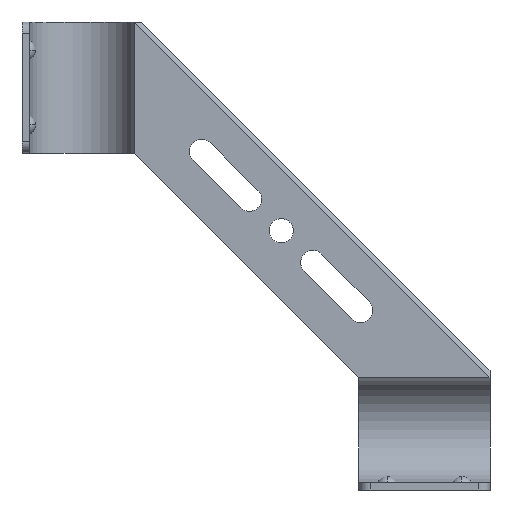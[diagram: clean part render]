
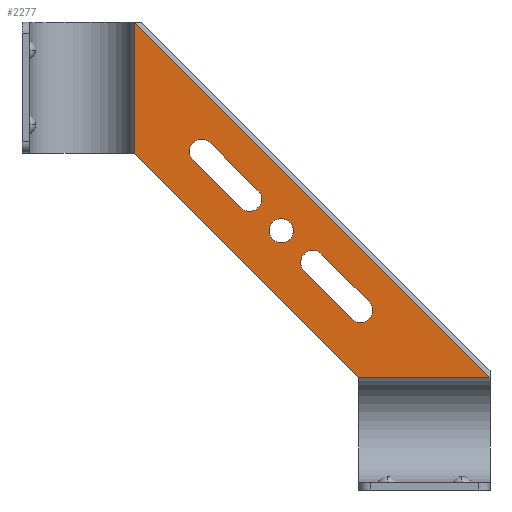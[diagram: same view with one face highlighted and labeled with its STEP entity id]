
A CAD part, front view. The second image highlights one B-rep face of the part: STEP entity #2277.
In plain terms, the highlighted planar face has unit normal (0, -1, 0).
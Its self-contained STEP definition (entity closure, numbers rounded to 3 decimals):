
#8 = VERTEX_POINT ( 'NONE', #852 ) ;
#9 = EDGE_CURVE ( 'NONE', #465, #8, #1403, .T. ) ;
#33 = CIRCLE ( 'NONE', #899, 3.25 ) ;
#43 = EDGE_CURVE ( 'NONE', #501, #1684, #33, .T. ) ;
#59 = ORIENTED_EDGE ( 'NONE', *, *, #1257, .T. ) ;
#79 = VECTOR ( 'NONE', #1871, 1000. ) ;
#99 = EDGE_CURVE ( 'NONE', #2130, #8, #1909, .T. ) ;
#151 = ORIENTED_EDGE ( 'NONE', *, *, #1576, .F. ) ;
#177 = ORIENTED_EDGE ( 'NONE', *, *, #1874, .F. ) ;
#190 = CARTESIAN_POINT ( 'NONE',  ( 78.002, -14., 61.031 ) ) ;
#196 = CIRCLE ( 'NONE', #592, 3.25 ) ;
#292 = EDGE_LOOP ( 'NONE', ( #1781, #1378, #1687, #896 ) ) ;
#370 = EDGE_CURVE ( 'NONE', #1684, #501, #436, .T. ) ;
#402 = CARTESIAN_POINT ( 'NONE',  ( 73.406, -14., 56.435 ) ) ;
#436 = CIRCLE ( 'NONE', #1111, 3.25 ) ;
#451 = CARTESIAN_POINT ( 'NONE',  ( 43.707, -14., 86.134 ) ) ;
#463 = CARTESIAN_POINT ( 'NONE',  ( 48.304, -14., 90.73 ) ) ;
#465 = VERTEX_POINT ( 'NONE', #589 ) ;
#468 = DIRECTION ( 'NONE',  ( 0., -1., 0. ) ) ;
#501 = VERTEX_POINT ( 'NONE', #2042 ) ;
#502 = CARTESIAN_POINT ( 'NONE',  ( 67.219, -14., 67.219 ) ) ;
#506 = DIRECTION ( 'NONE',  ( -0.707, 0., -0.707 ) ) ;
#544 = CARTESIAN_POINT ( 'NONE',  ( 28., -14., 123. ) ) ;
#559 = VERTEX_POINT ( 'NONE', #1704 ) ;
#563 = DIRECTION ( 'NONE',  ( -0.707, 0., -0.707 ) ) ;
#564 = EDGE_CURVE ( 'NONE', #2047, #1912, #2002, .T. ) ;
#568 = CARTESIAN_POINT ( 'NONE',  ( 90.73, -14., 48.304 ) ) ;
#589 = CARTESIAN_POINT ( 'NONE',  ( 88., -14., 28. ) ) ;
#592 = AXIS2_PLACEMENT_3D ( 'NONE', #1993, #1030, #1043 ) ;
#645 = ORIENTED_EDGE ( 'NONE', *, *, #1778, .F. ) ;
#681 = DIRECTION ( 'NONE',  ( -0.707, 0., 0.707 ) ) ;
#687 = VECTOR ( 'NONE', #756, 1000. ) ;
#708 = VECTOR ( 'NONE', #681, 1000. ) ;
#718 = VECTOR ( 'NONE', #1743, 1000. ) ;
#725 = CARTESIAN_POINT ( 'NONE',  ( 61.031, -14., 78.002 ) ) ;
#728 = EDGE_LOOP ( 'NONE', ( #2107, #151, #177, #1512 ) ) ;
#735 = CARTESIAN_POINT ( 'NONE',  ( 56.435, -14., 73.406 ) ) ;
#756 = DIRECTION ( 'NONE',  ( -0.707, 0., 0.707 ) ) ;
#801 = VERTEX_POINT ( 'NONE', #451 ) ;
#808 = CARTESIAN_POINT ( 'NONE',  ( 73.406, -14., 56.435 ) ) ;
#849 = DIRECTION ( 'NONE',  ( 1., 0., 0. ) ) ;
#852 = CARTESIAN_POINT ( 'NONE',  ( 28., -14., 88. ) ) ;
#856 = AXIS2_PLACEMENT_3D ( 'NONE', #1882, #1729, #563 ) ;
#893 = CARTESIAN_POINT ( 'NONE',  ( 88.432, -14., 46.005 ) ) ;
#896 = ORIENTED_EDGE ( 'NONE', *, *, #1485, .F. ) ;
#899 = AXIS2_PLACEMENT_3D ( 'NONE', #502, #2183, #1262 ) ;
#903 = CARTESIAN_POINT ( 'NONE',  ( 123., -14., 28. ) ) ;
#919 = DIRECTION ( 'NONE',  ( 0., -1., 0. ) ) ;
#952 = LINE ( 'NONE', #1525, #718 ) ;
#959 = CARTESIAN_POINT ( 'NONE',  ( 28., -14., 123. ) ) ;
#964 = AXIS2_PLACEMENT_3D ( 'NONE', #2399, #919, #1675 ) ;
#991 = FACE_BOUND ( 'NONE', #1122, .T. ) ;
#1030 = DIRECTION ( 'NONE',  ( 0., -1., 0. ) ) ;
#1032 = EDGE_LOOP ( 'NONE', ( #645, #1349, #2290, #59 ) ) ;
#1043 = DIRECTION ( 'NONE',  ( 0.707, 0., 0.707 ) ) ;
#1078 = CARTESIAN_POINT ( 'NONE',  ( 28., -14., 123. ) ) ;
#1108 = LINE ( 'NONE', #1120, #79 ) ;
#1111 = AXIS2_PLACEMENT_3D ( 'NONE', #1452, #2185, #506 ) ;
#1120 = CARTESIAN_POINT ( 'NONE',  ( 43.707, -14., 86.134 ) ) ;
#1121 = EDGE_CURVE ( 'NONE', #801, #2047, #1108, .T. ) ;
#1122 = EDGE_LOOP ( 'NONE', ( #1569, #2263 ) ) ;
#1126 = VECTOR ( 'NONE', #1486, 1000. ) ;
#1159 = VECTOR ( 'NONE', #2270, 1000. ) ;
#1176 = FACE_BOUND ( 'NONE', #728, .T. ) ;
#1218 = VERTEX_POINT ( 'NONE', #2363 ) ;
#1227 = LINE ( 'NONE', #1605, #2325 ) ;
#1251 = CARTESIAN_POINT ( 'NONE',  ( 88., -14., 28. ) ) ;
#1257 = EDGE_CURVE ( 'NONE', #465, #2064, #1227, .T. ) ;
#1262 = DIRECTION ( 'NONE',  ( 0.707, 0., 0.707 ) ) ;
#1347 = FACE_BOUND ( 'NONE', #292, .T. ) ;
#1349 = ORIENTED_EDGE ( 'NONE', *, *, #99, .T. ) ;
#1378 = ORIENTED_EDGE ( 'NONE', *, *, #1121, .F. ) ;
#1381 = VERTEX_POINT ( 'NONE', #402 ) ;
#1403 = LINE ( 'NONE', #1251, #708 ) ;
#1419 = EDGE_CURVE ( 'NONE', #1381, #559, #2061, .T. ) ;
#1452 = CARTESIAN_POINT ( 'NONE',  ( 67.219, -14., 67.219 ) ) ;
#1476 = VERTEX_POINT ( 'NONE', #190 ) ;
#1485 = EDGE_CURVE ( 'NONE', #1912, #1552, #952, .T. ) ;
#1486 = DIRECTION ( 'NONE',  ( 0.707, 0., -0.707 ) ) ;
#1512 = ORIENTED_EDGE ( 'NONE', *, *, #1886, .F. ) ;
#1525 = CARTESIAN_POINT ( 'NONE',  ( 61.031, -14., 78.002 ) ) ;
#1538 = PLANE ( 'NONE',  #2055 ) ;
#1552 = VERTEX_POINT ( 'NONE', #463 ) ;
#1569 = ORIENTED_EDGE ( 'NONE', *, *, #43, .F. ) ;
#1576 = EDGE_CURVE ( 'NONE', #1476, #1381, #196, .T. ) ;
#1605 = CARTESIAN_POINT ( 'NONE',  ( 88., -14., 28. ) ) ;
#1663 = LINE ( 'NONE', #568, #687 ) ;
#1675 = DIRECTION ( 'NONE',  ( 0.707, 0., 0.707 ) ) ;
#1684 = VERTEX_POINT ( 'NONE', #1951 ) ;
#1687 = ORIENTED_EDGE ( 'NONE', *, *, #1844, .F. ) ;
#1704 = CARTESIAN_POINT ( 'NONE',  ( 86.134, -14., 43.707 ) ) ;
#1713 = DIRECTION ( 'NONE',  ( 0., 0., -1. ) ) ;
#1729 = DIRECTION ( 'NONE',  ( 0., -1., 0. ) ) ;
#1738 = CARTESIAN_POINT ( 'NONE',  ( 66.75, -14., 66.75 ) ) ;
#1743 = DIRECTION ( 'NONE',  ( -0.707, 0., 0.707 ) ) ;
#1778 = EDGE_CURVE ( 'NONE', #2130, #2064, #1897, .T. ) ;
#1781 = ORIENTED_EDGE ( 'NONE', *, *, #564, .F. ) ;
#1832 = CIRCLE ( 'NONE', #964, 3.25 ) ;
#1844 = EDGE_CURVE ( 'NONE', #1552, #801, #1832, .T. ) ;
#1871 = DIRECTION ( 'NONE',  ( 0.707, 0., -0.707 ) ) ;
#1874 = EDGE_CURVE ( 'NONE', #1218, #1476, #1663, .T. ) ;
#1882 = CARTESIAN_POINT ( 'NONE',  ( 58.733, -14., 75.704 ) ) ;
#1886 = EDGE_CURVE ( 'NONE', #559, #1218, #2052, .T. ) ;
#1897 = LINE ( 'NONE', #544, #1126 ) ;
#1909 = LINE ( 'NONE', #959, #2318 ) ;
#1912 = VERTEX_POINT ( 'NONE', #725 ) ;
#1915 = FACE_OUTER_BOUND ( 'NONE', #1032, .T. ) ;
#1951 = CARTESIAN_POINT ( 'NONE',  ( 64.921, -14., 64.921 ) ) ;
#1993 = CARTESIAN_POINT ( 'NONE',  ( 75.704, -14., 58.733 ) ) ;
#2002 = CIRCLE ( 'NONE', #856, 3.25 ) ;
#2042 = CARTESIAN_POINT ( 'NONE',  ( 69.517, -14., 69.517 ) ) ;
#2047 = VERTEX_POINT ( 'NONE', #735 ) ;
#2052 = CIRCLE ( 'NONE', #2134, 3.25 ) ;
#2055 = AXIS2_PLACEMENT_3D ( 'NONE', #1738, #468, #1713 ) ;
#2061 = LINE ( 'NONE', #808, #1159 ) ;
#2064 = VERTEX_POINT ( 'NONE', #903 ) ;
#2107 = ORIENTED_EDGE ( 'NONE', *, *, #1419, .F. ) ;
#2130 = VERTEX_POINT ( 'NONE', #1078 ) ;
#2134 = AXIS2_PLACEMENT_3D ( 'NONE', #893, #2210, #2217 ) ;
#2183 = DIRECTION ( 'NONE',  ( 0., -1., 0. ) ) ;
#2185 = DIRECTION ( 'NONE',  ( 0., -1., 0. ) ) ;
#2210 = DIRECTION ( 'NONE',  ( 0., -1., 0. ) ) ;
#2217 = DIRECTION ( 'NONE',  ( -0.707, 0., -0.707 ) ) ;
#2263 = ORIENTED_EDGE ( 'NONE', *, *, #370, .F. ) ;
#2270 = DIRECTION ( 'NONE',  ( 0.707, 0., -0.707 ) ) ;
#2277 = ADVANCED_FACE ( 'NONE', ( #1347, #1176, #991, #1915 ), #1538, .T. ) ;
#2290 = ORIENTED_EDGE ( 'NONE', *, *, #9, .F. ) ;
#2309 = DIRECTION ( 'NONE',  ( 0., 0., -1. ) ) ;
#2318 = VECTOR ( 'NONE', #2309, 1000. ) ;
#2325 = VECTOR ( 'NONE', #849, 1000. ) ;
#2363 = CARTESIAN_POINT ( 'NONE',  ( 90.73, -14., 48.304 ) ) ;
#2399 = CARTESIAN_POINT ( 'NONE',  ( 46.005, -14., 88.432 ) ) ;
